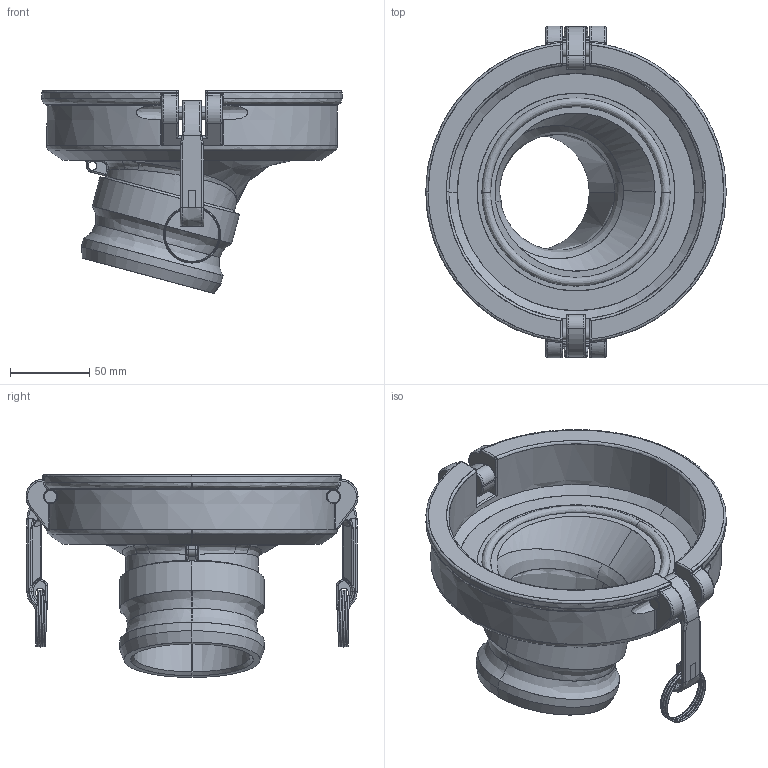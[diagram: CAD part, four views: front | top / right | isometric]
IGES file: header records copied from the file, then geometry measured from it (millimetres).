
Start section: SolidWorks IGES file using analytic representation for surfaces
Global section: file name: VKA3C_Abgabe-Adapter 3in Camlock.IGS; native system: SolidWorks 2014; preprocessor: SolidWorks 2014; author: LarsenR; date: 150303.131652; units: millimetre
Bounding box: 190 x 210 x 128.37 mm (x, y, z)
Surface area: 142907.5 mm2 (no closed solid volume)
Topology: 0 solids, 0 shells, 514 faces, 4230 edges, 4206 vertices
Faces by surface type: bspline 307, revolution 207
